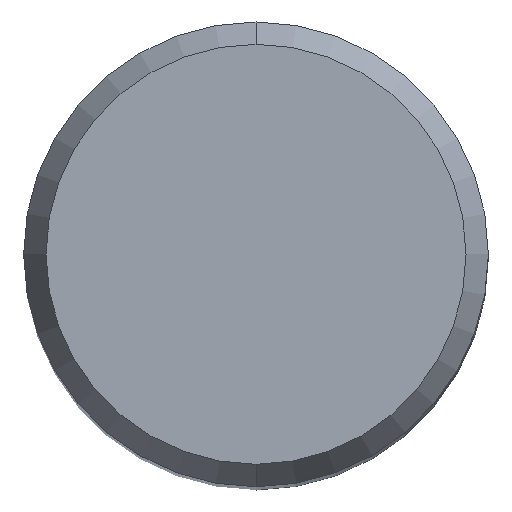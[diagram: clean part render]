
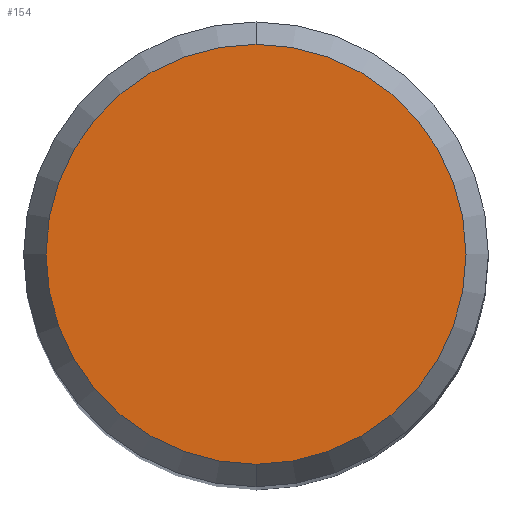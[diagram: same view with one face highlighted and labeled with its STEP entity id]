
A CAD part, top view. The second image highlights one B-rep face of the part: STEP entity #154.
In plain terms, the highlighted planar face has unit normal (0, 0, 1).
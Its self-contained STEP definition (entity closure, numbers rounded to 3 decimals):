
#130=VERTEX_POINT('',#274);
#154=ADVANCED_FACE('',(#301),#302,.T.);
#164=VERTEX_POINT('',#314);
#196=EDGE_CURVE('',#130,#164,#348,.T.);
#206=EDGE_CURVE('',#164,#130,#359,.T.);
#274=CARTESIAN_POINT('',(0.0,4.304,0.01));
#301=FACE_OUTER_BOUND('',#467,.T.);
#302=PLANE('',#468);
#314=CARTESIAN_POINT('',(0.,-4.304,0.01));
#348=CIRCLE('',#523,4.304);
#359=CIRCLE('',#537,4.304);
#467=EDGE_LOOP('',(#639,#640));
#468=AXIS2_PLACEMENT_3D('',#641,#642,#643);
#523=AXIS2_PLACEMENT_3D('',#698,#699,#700);
#537=AXIS2_PLACEMENT_3D('',#708,#709,#710);
#639=ORIENTED_EDGE('',*,*,#196,.F.);
#640=ORIENTED_EDGE('',*,*,#206,.F.);
#641=CARTESIAN_POINT('',(0.0,2.152,0.01));
#642=DIRECTION('',(-0.0,0.0,1.0));
#643=DIRECTION('',(0.0,-1.0,0.0));
#698=CARTESIAN_POINT('',(0.0,0.0,0.01));
#699=DIRECTION('',(0.0,0.0,-1.0));
#700=DIRECTION('',(0.0,1.0,0.0));
#708=CARTESIAN_POINT('',(0.0,0.0,0.01));
#709=DIRECTION('',(0.0,0.0,-1.0));
#710=DIRECTION('',(0.0,1.0,0.0));
